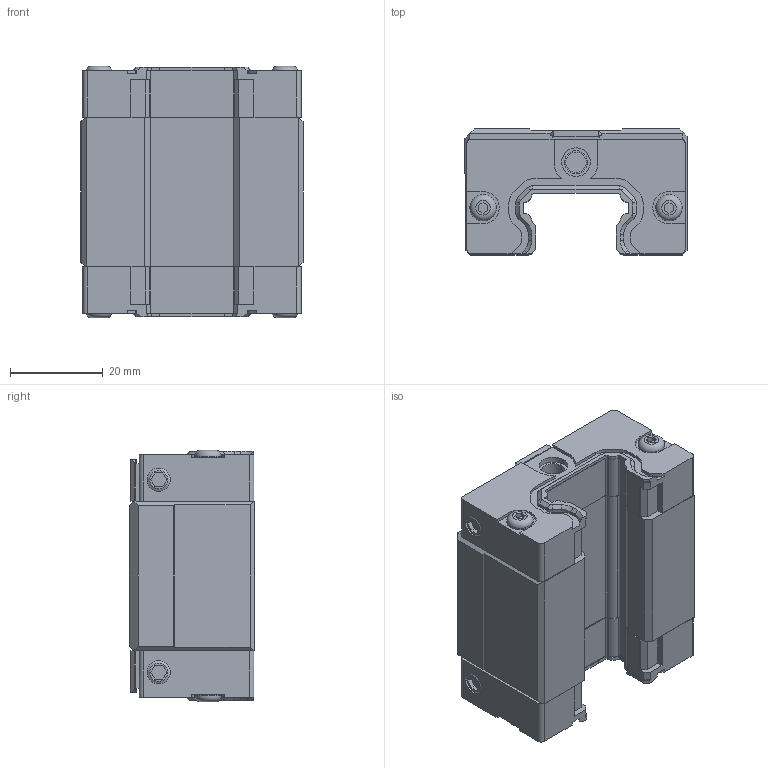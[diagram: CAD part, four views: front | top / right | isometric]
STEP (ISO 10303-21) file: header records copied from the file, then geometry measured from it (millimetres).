
FILE_DESCRIPTION(/* description */ ('Vozík'),/* implementation_level */ '2;1');
FILE_NAME(/* name */ 'LGBCS 25 BS SS N Z1-N.stp',/* time_stamp */ '2022-08-16T11:44:57+02:00',/* author */ ('konstrukce'),/* organization */ ('NTNAUTOMATION'),/* preprocessor_version */ 'ST-DEVELOPER v18.1',/* originating_system */ 'Autodesk Inventor 2022',/* authorisation */ '');
FILE_SCHEMA (('AUTOMOTIVE_DESIGN { 1 0 10303 214 3 1 1 }'));
Length unit declared in the file: millimetre
Products named in the file (1): LGBCS 25 BS SS N Z1-N
Bounding box: 48 x 27.2 x 54.4 mm (x, y, z)
Volume: 50216.1 mm3; surface area: 12693.7 mm2
Topology: 1 solids, 1 shells, 494 faces, 1320 edges, 856 vertices
Faces by surface type: plane 330, cylinder 134, cone 26, torus 4
Full cylindrical faces by diameter (mm): 2.5 x2, 4.4 x2, 5 x8, 5.7 x4, 6 x2, 6.2 x2, 8 x2
Entity records: 15468 total; most frequent: CARTESIAN_POINT 2671, ORIENTED_EDGE 2640, DIRECTION 2628, EDGE_CURVE 1320, LINE 1002, VECTOR 1002, VERTEX_POINT 856, AXIS2_PLACEMENT_3D 813
